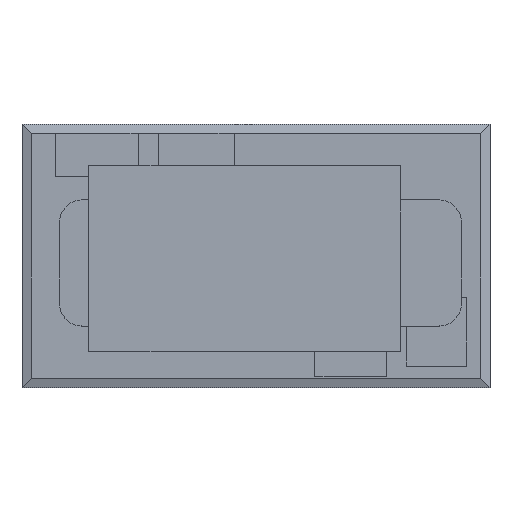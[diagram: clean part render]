
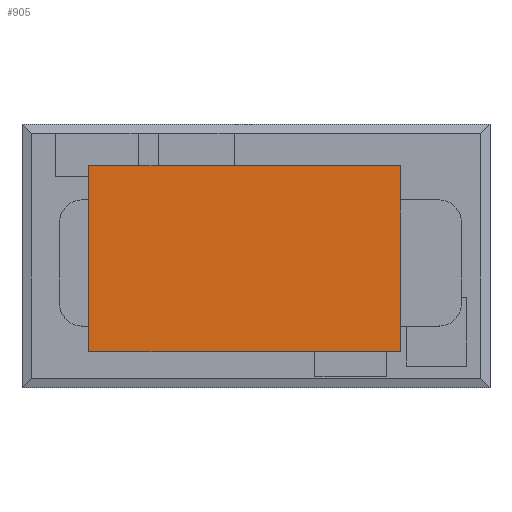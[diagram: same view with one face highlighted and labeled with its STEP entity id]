
A CAD part, top view. The second image highlights one B-rep face of the part: STEP entity #905.
In plain terms, the highlighted planar face has unit normal (0, 0, 1).
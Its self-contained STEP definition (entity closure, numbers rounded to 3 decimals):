
#799 = EDGE_CURVE('',#800,#802,#804,.T.);
#800 = VERTEX_POINT('',#801);
#801 = CARTESIAN_POINT('',(-7.259,3.901,8.509));
#802 = VERTEX_POINT('',#803);
#803 = CARTESIAN_POINT('',(-7.259,-4.161,8.509));
#804 = LINE('',#805,#806);
#805 = CARTESIAN_POINT('',(-7.259,3.901,8.509));
#806 = VECTOR('',#807,1.);
#807 = DIRECTION('',(0.,-1.,0.));
#837 = EDGE_CURVE('',#838,#800,#840,.T.);
#838 = VERTEX_POINT('',#839);
#839 = CARTESIAN_POINT('',(6.286,3.901,8.509));
#840 = LINE('',#841,#842);
#841 = CARTESIAN_POINT('',(-7.259,3.901,8.509));
#842 = VECTOR('',#843,1.);
#843 = DIRECTION('',(-1.,0.,0.));
#861 = EDGE_CURVE('',#862,#838,#864,.T.);
#862 = VERTEX_POINT('',#863);
#863 = CARTESIAN_POINT('',(6.286,-4.161,8.509));
#864 = LINE('',#865,#866);
#865 = CARTESIAN_POINT('',(6.286,3.901,8.509));
#866 = VECTOR('',#867,1.);
#867 = DIRECTION('',(0.,1.,0.));
#892 = EDGE_CURVE('',#802,#862,#893,.T.);
#893 = LINE('',#894,#895);
#894 = CARTESIAN_POINT('',(-7.259,-4.161,8.509));
#895 = VECTOR('',#896,1.);
#896 = DIRECTION('',(1.,0.,0.));
#905 = ADVANCED_FACE('',(#906),#912,.T.);
#906 = FACE_BOUND('',#907,.T.);
#907 = EDGE_LOOP('',(#908,#909,#910,#911));
#908 = ORIENTED_EDGE('',*,*,#799,.T.);
#909 = ORIENTED_EDGE('',*,*,#892,.T.);
#910 = ORIENTED_EDGE('',*,*,#861,.T.);
#911 = ORIENTED_EDGE('',*,*,#837,.T.);
#912 = PLANE('',#913);
#913 = AXIS2_PLACEMENT_3D('',#914,#915,#916);
#914 = CARTESIAN_POINT('',(0.,0.,8.509));
#915 = DIRECTION('',(0.,0.,1.));
#916 = DIRECTION('',(0.,-1.,0.));
